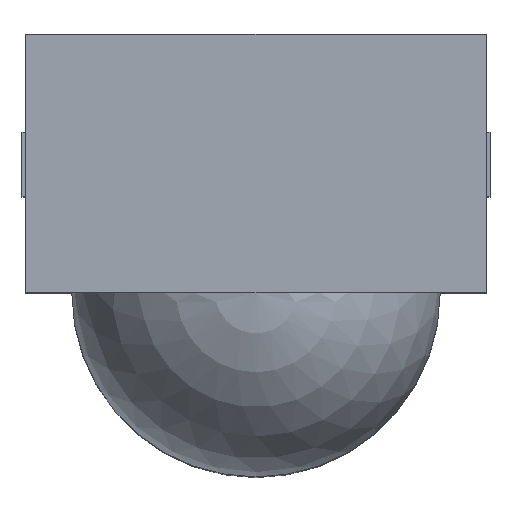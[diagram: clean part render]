
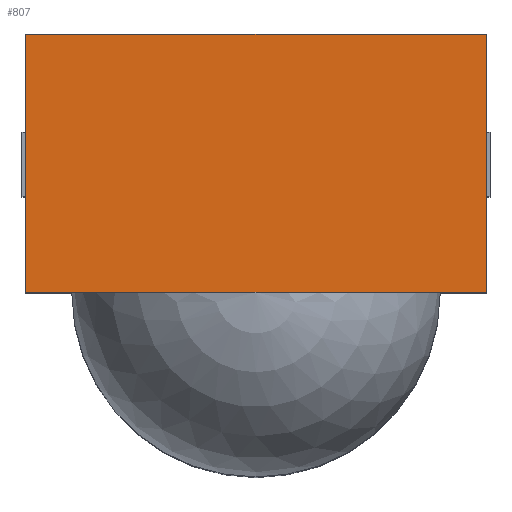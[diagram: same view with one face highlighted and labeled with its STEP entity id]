
A CAD part, top view. The second image highlights one B-rep face of the part: STEP entity #807.
In plain terms, the highlighted planar face has unit normal (0, 0, 1).
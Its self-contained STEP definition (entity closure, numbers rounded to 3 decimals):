
#716 = VERTEX_POINT('',#717);
#717 = CARTESIAN_POINT('',(5.,-1.4,12.7));
#723 = EDGE_CURVE('',#724,#716,#726,.T.);
#724 = VERTEX_POINT('',#725);
#725 = CARTESIAN_POINT('',(0.,-1.4,12.7));
#726 = LINE('',#727,#728);
#727 = CARTESIAN_POINT('',(0.,-1.4,12.7));
#728 = VECTOR('',#729,1.);
#729 = DIRECTION('',(1.,0.,0.));
#748 = EDGE_CURVE('',#749,#724,#751,.T.);
#749 = VERTEX_POINT('',#750);
#750 = CARTESIAN_POINT('',(0.,1.4,12.7));
#751 = LINE('',#752,#753);
#752 = CARTESIAN_POINT('',(0.,-1.4,12.7));
#753 = VECTOR('',#754,1.);
#754 = DIRECTION('',(0.,-1.,0.));
#772 = VERTEX_POINT('',#773);
#773 = CARTESIAN_POINT('',(5.,1.4,12.7));
#779 = EDGE_CURVE('',#716,#772,#780,.T.);
#780 = LINE('',#781,#782);
#781 = CARTESIAN_POINT('',(5.,-1.4,12.7));
#782 = VECTOR('',#783,1.);
#783 = DIRECTION('',(0.,1.,0.));
#796 = EDGE_CURVE('',#772,#749,#797,.T.);
#797 = LINE('',#798,#799);
#798 = CARTESIAN_POINT('',(0.,1.4,12.7));
#799 = VECTOR('',#800,1.);
#800 = DIRECTION('',(-1.,0.,-0.));
#807 = ADVANCED_FACE('',(#808),#814,.F.);
#808 = FACE_BOUND('',#809,.T.);
#809 = EDGE_LOOP('',(#810,#811,#812,#813));
#810 = ORIENTED_EDGE('',*,*,#748,.T.);
#811 = ORIENTED_EDGE('',*,*,#723,.T.);
#812 = ORIENTED_EDGE('',*,*,#779,.T.);
#813 = ORIENTED_EDGE('',*,*,#796,.T.);
#814 = PLANE('',#815);
#815 = AXIS2_PLACEMENT_3D('',#816,#817,#818);
#816 = CARTESIAN_POINT('',(0.,-1.4,12.7));
#817 = DIRECTION('',(0.,0.,-1.));
#818 = DIRECTION('',(0.,1.,0.));
